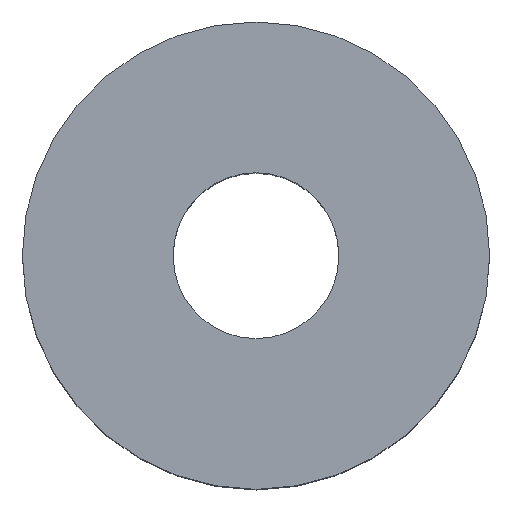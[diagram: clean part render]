
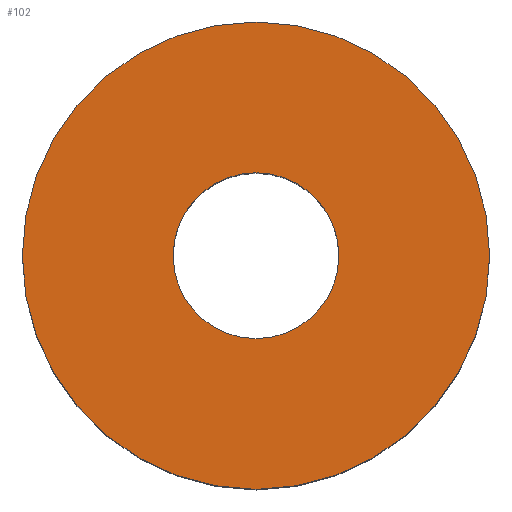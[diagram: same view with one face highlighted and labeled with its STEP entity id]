
A CAD part, top view. The second image highlights one B-rep face of the part: STEP entity #102.
In plain terms, the highlighted planar face has unit normal (0, 0, 1).
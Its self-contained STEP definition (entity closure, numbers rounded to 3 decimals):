
#26=FACE_BOUND('',#50,.T.);
#34=FACE_OUTER_BOUND('',#49,.T.);
#49=EDGE_LOOP('',(#89));
#50=EDGE_LOOP('',(#90));
#56=CIRCLE('',#115,2.5);
#58=CIRCLE('',#118,7.049);
#64=VERTEX_POINT('',#171);
#66=VERTEX_POINT('',#176);
#72=EDGE_CURVE('',#64,#64,#56,.T.);
#74=EDGE_CURVE('',#66,#66,#58,.T.);
#89=ORIENTED_EDGE('',*,*,#74,.F.);
#90=ORIENTED_EDGE('',*,*,#72,.T.);
#94=PLANE('',#120);
#102=ADVANCED_FACE('',(#34,#26),#94,.T.);
#115=AXIS2_PLACEMENT_3D('',#172,#143,#144);
#118=AXIS2_PLACEMENT_3D('',#177,#149,#150);
#120=AXIS2_PLACEMENT_3D('',#179,#153,#154);
#143=DIRECTION('center_axis',(0.,0.,-1.));
#144=DIRECTION('ref_axis',(-1.,0.,0.));
#149=DIRECTION('center_axis',(0.,0.,-1.));
#150=DIRECTION('ref_axis',(-1.,0.,0.));
#153=DIRECTION('center_axis',(0.,0.,1.));
#154=DIRECTION('ref_axis',(1.,0.,0.));
#171=CARTESIAN_POINT('',(0.539,0.117,0.));
#172=CARTESIAN_POINT('Origin',(-1.961,0.117,0.));
#176=CARTESIAN_POINT('',(5.088,0.117,0.));
#177=CARTESIAN_POINT('Origin',(-1.961,0.117,0.));
#179=CARTESIAN_POINT('Origin',(-1.961,0.117,0.));
